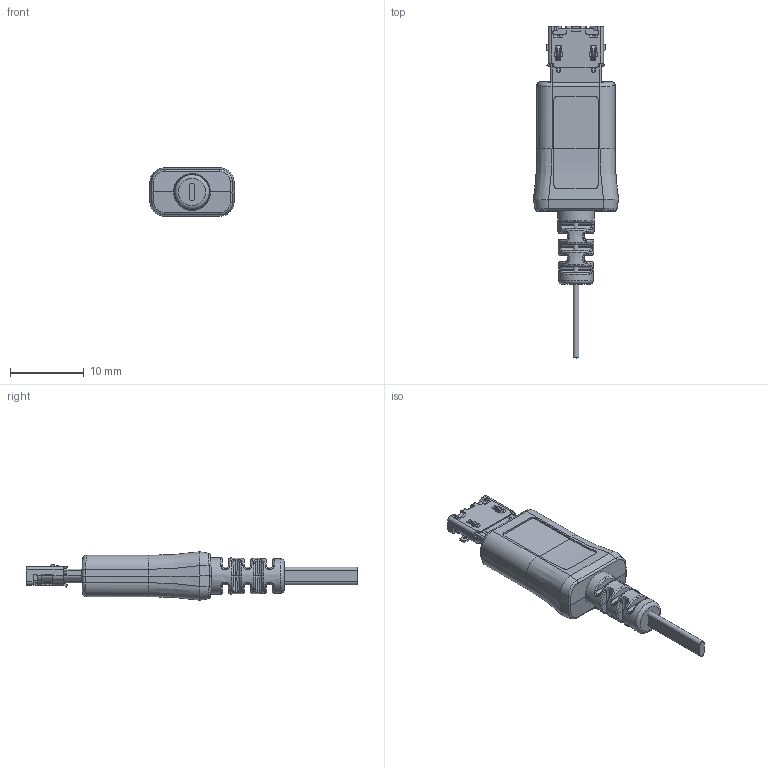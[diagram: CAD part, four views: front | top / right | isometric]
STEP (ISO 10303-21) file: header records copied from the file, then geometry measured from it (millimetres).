
FILE_DESCRIPTION(/* description */ (''),/* implementation_level */ '2;1');
FILE_NAME(/* name */ 'J-5-0065-FOS-MICROUSB10118192.step',/* time_stamp */ '2023-03-28T21:21:41+11:00',/* author */ (''),/* organization */ (''),/* preprocessor_version */ 'ST-DEVELOPER v19.2',/* originating_system */ 'Autodesk Translation Framework v11.17.0.187',/* authorisation */ '');
FILE_SCHEMA (('AUTOMOTIVE_DESIGN { 1 0 10303 214 3 1 1 }'));
Products named in the file (6): J-5-0065-FOS-MICROUSB10118192; Document (7); Micro_USB_Plug-7; Micro_USB_Plug_Molding_w]; Micro_USB_Plug_Connector_w]; Micro_USB_Plug_cable_w]
Assembly tree (5 placements, depth 4):
  J-5-0065-FOS-MICROUSB10118192
    Document (7)
      Micro_USB_Plug-7
        Micro_USB_Plug_Molding_w]
        Micro_USB_Plug_Connector_w]
        Micro_USB_Plug_cable_w]
Bounding box: 11.57 x 45.05 x 6.57 mm (x, y, z)
Volume: 276.2 mm3; surface area: 1974.1 mm2
Topology: 6 solids, 8 shells, 1021 faces, 2819 edges, 1753 vertices
Faces by surface type: plane 541, bspline 350, cylinder 116, torus 5, cone 5, sphere 4
Entity records: 49362 total; most frequent: CARTESIAN_POINT 25759, ORIENTED_EDGE 5508, DIRECTION 3762, EDGE_CURVE 2818, VERTEX_POINT 1753, LINE 1734, VECTOR 1734, EDGE_LOOP 1051
